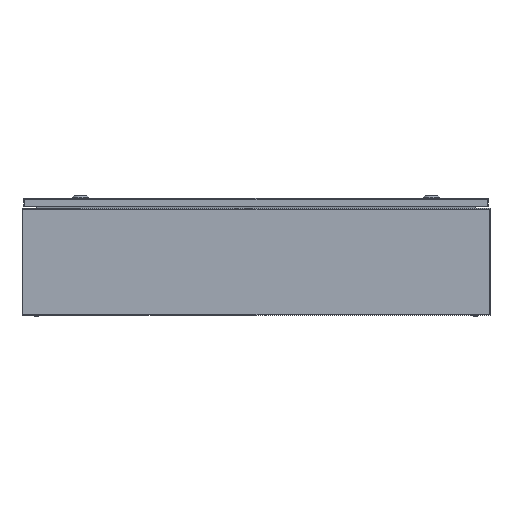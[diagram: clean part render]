
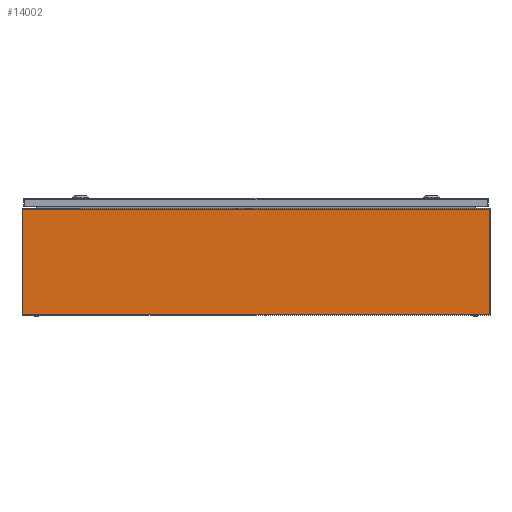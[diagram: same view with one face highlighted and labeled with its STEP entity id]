
A CAD part, left-side view. The second image highlights one B-rep face of the part: STEP entity #14002.
In plain terms, the highlighted planar face has unit normal (-1, 0, 0).
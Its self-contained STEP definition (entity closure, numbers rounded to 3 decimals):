
#1437 = LINE ( 'NONE', #18701, #43272 ) ;
#2459 = DIRECTION ( 'NONE',  ( 0., -1., 0. ) ) ;
#4387 = VECTOR ( 'NONE', #41867, 1000. ) ;
#7874 = VECTOR ( 'NONE', #20044, 1000. ) ;
#8548 = VECTOR ( 'NONE', #2459, 1000. ) ;
#8647 = CARTESIAN_POINT ( 'NONE',  ( 0., 0., 183. ) ) ;
#9023 = CARTESIAN_POINT ( 'NONE',  ( 0., 800., 183. ) ) ;
#14002 = ADVANCED_FACE ( 'NONE', ( #26851 ), #37199, .F. ) ;
#16364 = VERTEX_POINT ( 'NONE', #8647 ) ;
#17017 = EDGE_CURVE ( 'NONE', #34469, #23817, #19599, .T. ) ;
#18228 = VERTEX_POINT ( 'NONE', #21431 ) ;
#18701 = CARTESIAN_POINT ( 'NONE',  ( 0., 0., 0. ) ) ;
#19599 = LINE ( 'NONE', #9023, #7874 ) ;
#20044 = DIRECTION ( 'NONE',  ( 0., 0., -1. ) ) ;
#20077 = DIRECTION ( 'NONE',  ( 0., 0., -1. ) ) ;
#20199 = CARTESIAN_POINT ( 'NONE',  ( 0., 0., 183. ) ) ;
#21431 = CARTESIAN_POINT ( 'NONE',  ( 0., 0., 0. ) ) ;
#21878 = DIRECTION ( 'NONE',  ( 0., -1., 0. ) ) ;
#22978 = EDGE_LOOP ( 'NONE', ( #42982, #26018, #26277, #31560 ) ) ;
#23683 = CARTESIAN_POINT ( 'NONE',  ( 0., 0., 183. ) ) ;
#23817 = VERTEX_POINT ( 'NONE', #27038 ) ;
#26018 = ORIENTED_EDGE ( 'NONE', *, *, #42810, .F. ) ;
#26277 = ORIENTED_EDGE ( 'NONE', *, *, #32786, .F. ) ;
#26851 = FACE_OUTER_BOUND ( 'NONE', #22978, .T. ) ;
#27038 = CARTESIAN_POINT ( 'NONE',  ( 0., 800., 0. ) ) ;
#27802 = CARTESIAN_POINT ( 'NONE',  ( 0., 800., 183. ) ) ;
#28120 = LINE ( 'NONE', #37588, #4387 ) ;
#30477 = DIRECTION ( 'NONE',  ( 1., 0., 0. ) ) ;
#31560 = ORIENTED_EDGE ( 'NONE', *, *, #17017, .T. ) ;
#32786 = EDGE_CURVE ( 'NONE', #34469, #16364, #33309, .T. ) ;
#33309 = LINE ( 'NONE', #20199, #8548 ) ;
#34469 = VERTEX_POINT ( 'NONE', #27802 ) ;
#36729 = EDGE_CURVE ( 'NONE', #23817, #18228, #1437, .T. ) ;
#37199 = PLANE ( 'NONE',  #40810 ) ;
#37588 = CARTESIAN_POINT ( 'NONE',  ( 0., 0., 183. ) ) ;
#40810 = AXIS2_PLACEMENT_3D ( 'NONE', #23683, #30477, #20077 ) ;
#41867 = DIRECTION ( 'NONE',  ( 0., 0., -1. ) ) ;
#42810 = EDGE_CURVE ( 'NONE', #16364, #18228, #28120, .T. ) ;
#42982 = ORIENTED_EDGE ( 'NONE', *, *, #36729, .T. ) ;
#43272 = VECTOR ( 'NONE', #21878, 1000. ) ;
